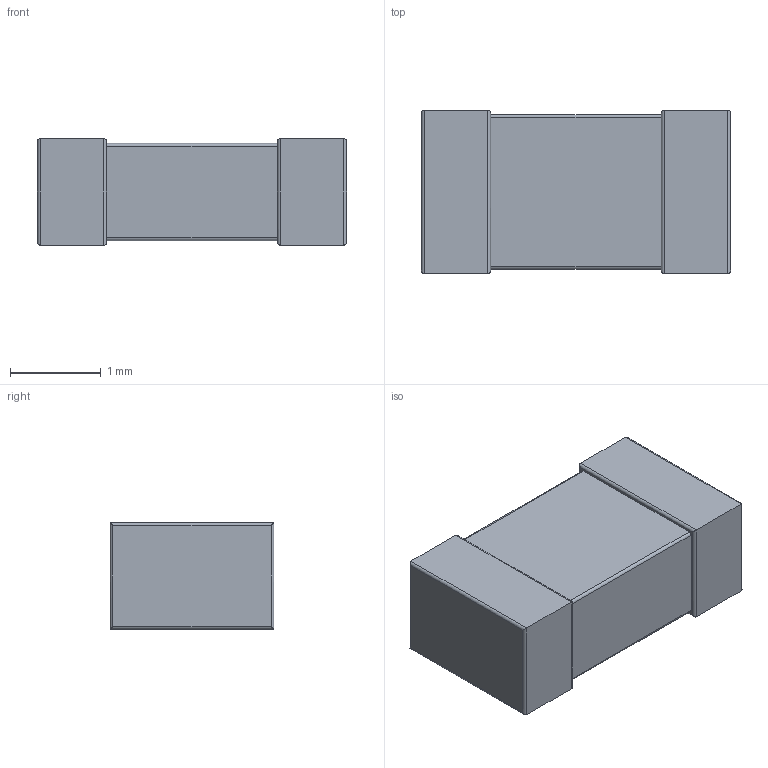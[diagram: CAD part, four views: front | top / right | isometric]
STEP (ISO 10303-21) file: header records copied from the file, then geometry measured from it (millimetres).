
FILE_DESCRIPTION (( 'STEP AP214' ), '1' );
FILE_NAME ('5E217072-8C4E-4716-9DD3-E100EC3E6DBD.STEP', '2022-12-18T18:08:04', ( '' ), ( '' ), 'SwSTEP 2.0', 'SolidWorks 2022', '' );
FILE_SCHEMA (( 'AUTOMOTIVE_DESIGN' ));
Length unit declared in the file: millimetre
Products named in the file (1): 5E217072-8C4E-4716-9DD3-E100EC3E6DBD
Bounding box: 3.4 x 1.8 x 1.17 mm (x, y, z)
Volume: 6.6 mm3; surface area: 31.1 mm2
Topology: 3 solids, 3 shells, 38 faces, 80 edges, 48 vertices
Faces by surface type: cylinder 20, plane 18
Entity records: 1036 total; most frequent: CARTESIAN_POINT 215, ORIENTED_EDGE 160, DIRECTION 150, EDGE_CURVE 80, LINE 56, VECTOR 56, VERTEX_POINT 48, AXIS2_PLACEMENT_3D 47
